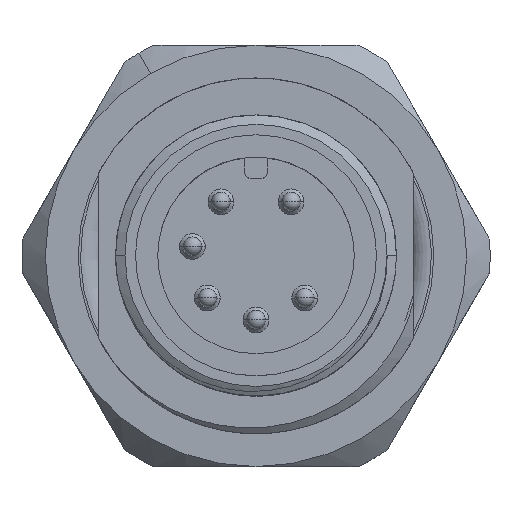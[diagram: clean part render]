
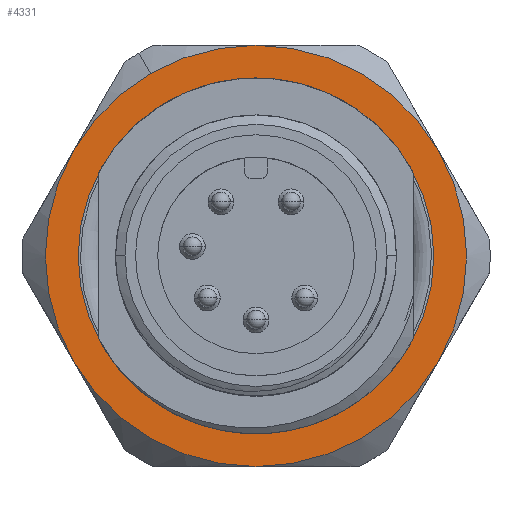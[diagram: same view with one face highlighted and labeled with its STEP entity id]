
A CAD part, top view. The second image highlights one B-rep face of the part: STEP entity #4331.
In plain terms, the highlighted face is planar.
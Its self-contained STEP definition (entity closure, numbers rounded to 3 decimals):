
#3393 = ORIENTED_EDGE ( 'NONE', *, *, #6416, .T. ) ;
#3394 = ORIENTED_EDGE ( 'NONE', *, *, #5882, .T. ) ;
#3401 = ORIENTED_EDGE ( 'NONE', *, *, #6413, .T. ) ;
#3403 = ORIENTED_EDGE ( 'NONE', *, *, #5894, .T. ) ;
#3409 = ORIENTED_EDGE ( 'NONE', *, *, #5880, .T. ) ;
#3410 = ORIENTED_EDGE ( 'NONE', *, *, #5878, .T. ) ;
#3489 = ORIENTED_EDGE ( 'NONE', *, *, #5888, .T. ) ;
#3491 = ORIENTED_EDGE ( 'NONE', *, *, #5886, .T. ) ;
#3495 = ORIENTED_EDGE ( 'NONE', *, *, #5891, .T. ) ;
#3568 = FACE_BOUND ( 'NONE', #8340, .T. ) ;
#3587 = FACE_OUTER_BOUND ( 'NONE', #8345, .T. ) ;
#4331 = ADVANCED_FACE ( 'NONE', ( #3587, #3568 ), #6879, .F. ) ;
#5684 = AXIS2_PLACEMENT_3D ( 'NONE', #11926, #11927, #11928 ) ;
#5685 = AXIS2_PLACEMENT_3D ( 'NONE', #11910, #11911, #11912 ) ;
#5686 = AXIS2_PLACEMENT_3D ( 'NONE', #11893, #11894, #11895 ) ;
#5687 = AXIS2_PLACEMENT_3D ( 'NONE', #11882, #11883, #11884 ) ;
#5688 = AXIS2_PLACEMENT_3D ( 'NONE', #11857, #11858, #11859 ) ;
#5700 = AXIS2_PLACEMENT_3D ( 'NONE', #11836, #11837, #11838 ) ;
#5702 = AXIS2_PLACEMENT_3D ( 'NONE', #11847, #11848, #11849 ) ;
#5774 = AXIS2_PLACEMENT_3D ( 'NONE', #6881, #6882, #6883 ) ;
#5878 = EDGE_CURVE ( 'NONE', #8454, #8474, #6528, .T. ) ;
#5880 = EDGE_CURVE ( 'NONE', #8474, #10034, #6530, .T. ) ;
#5882 = EDGE_CURVE ( 'NONE', #8469, #8392, #6534, .T. ) ;
#5886 = EDGE_CURVE ( 'NONE', #8392, #8458, #6526, .T. ) ;
#5888 = EDGE_CURVE ( 'NONE', #8458, #8389, #6532, .T. ) ;
#5891 = EDGE_CURVE ( 'NONE', #8389, #8454, #6524, .T. ) ;
#5894 = EDGE_CURVE ( 'NONE', #8472, #10115, #6525, .T. ) ;
#6413 = EDGE_CURVE ( 'NONE', #10115, #8472, #11549, .T. ) ;
#6416 = EDGE_CURVE ( 'NONE', #10034, #8469, #11551, .T. ) ;
#6524 = CIRCLE ( 'NONE', #5685, 9. ) ;
#6525 = CIRCLE ( 'NONE', #5684, 7.6 ) ;
#6526 = CIRCLE ( 'NONE', #5687, 9. ) ;
#6528 = CIRCLE ( 'NONE', #5700, 9. ) ;
#6530 = CIRCLE ( 'NONE', #5702, 9. ) ;
#6532 = CIRCLE ( 'NONE', #5686, 9. ) ;
#6534 = CIRCLE ( 'NONE', #5688, 9. ) ;
#6879 = PLANE ( 'NONE',  #5774 ) ;
#6881 = CARTESIAN_POINT ( 'NONE',  ( 0., 0., 0. ) ) ;
#6882 = DIRECTION ( 'NONE',  ( 0., 0., 1. ) ) ;
#6883 = DIRECTION ( 'NONE',  ( 1., 0., 0. ) ) ;
#8340 = EDGE_LOOP ( 'NONE', ( #3403, #3401 ) ) ;
#8345 = EDGE_LOOP ( 'NONE', ( #3491, #3489, #3495, #3410, #3409, #3393, #3394 ) ) ;
#8389 = VERTEX_POINT ( 'NONE', #10862 ) ;
#8392 = VERTEX_POINT ( 'NONE', #10877 ) ;
#8454 = VERTEX_POINT ( 'NONE', #10936 ) ;
#8458 = VERTEX_POINT ( 'NONE', #10940 ) ;
#8469 = VERTEX_POINT ( 'NONE', #10951 ) ;
#8472 = VERTEX_POINT ( 'NONE', #10954 ) ;
#8474 = VERTEX_POINT ( 'NONE', #10956 ) ;
#10034 = VERTEX_POINT ( 'NONE', #11022 ) ;
#10115 = VERTEX_POINT ( 'NONE', #11103 ) ;
#10770 = CARTESIAN_POINT ( 'NONE',  ( 0., 0., 0. ) ) ;
#10771 = DIRECTION ( 'NONE',  ( 0., 0., 1. ) ) ;
#10772 = DIRECTION ( 'NONE',  ( 1., 0., 0. ) ) ;
#10778 = CARTESIAN_POINT ( 'NONE',  ( 0., 0., 0. ) ) ;
#10779 = DIRECTION ( 'NONE',  ( 0., 0., -1. ) ) ;
#10780 = DIRECTION ( 'NONE',  ( 1., 0., 0. ) ) ;
#10862 = CARTESIAN_POINT ( 'NONE',  ( -7.794, 4.5, 0. ) ) ;
#10877 = CARTESIAN_POINT ( 'NONE',  ( 0., -9., 0. ) ) ;
#10936 = CARTESIAN_POINT ( 'NONE',  ( 0., 9., 0. ) ) ;
#10940 = CARTESIAN_POINT ( 'NONE',  ( -7.794, -4.5, 0. ) ) ;
#10951 = CARTESIAN_POINT ( 'NONE',  ( 7.794, -4.5, 0. ) ) ;
#10954 = CARTESIAN_POINT ( 'NONE',  ( 7.6, 0., 0. ) ) ;
#10956 = CARTESIAN_POINT ( 'NONE',  ( 7.794, 4.5, 0. ) ) ;
#11022 = CARTESIAN_POINT ( 'NONE',  ( 9., 0., 0. ) ) ;
#11103 = CARTESIAN_POINT ( 'NONE',  ( -7.6, 0., 0. ) ) ;
#11365 = AXIS2_PLACEMENT_3D ( 'NONE', #10778, #10779, #10780 ) ;
#11367 = AXIS2_PLACEMENT_3D ( 'NONE', #10770, #10771, #10772 ) ;
#11549 = CIRCLE ( 'NONE', #11367, 7.6 ) ;
#11551 = CIRCLE ( 'NONE', #11365, 9. ) ;
#11836 = CARTESIAN_POINT ( 'NONE',  ( 0., 0., 0. ) ) ;
#11837 = DIRECTION ( 'NONE',  ( 0., 0., -1. ) ) ;
#11838 = DIRECTION ( 'NONE',  ( 1., 0., 0. ) ) ;
#11847 = CARTESIAN_POINT ( 'NONE',  ( 0., 0., 0. ) ) ;
#11848 = DIRECTION ( 'NONE',  ( 0., 0., -1. ) ) ;
#11849 = DIRECTION ( 'NONE',  ( 1., 0., 0. ) ) ;
#11857 = CARTESIAN_POINT ( 'NONE',  ( 0., 0., 0. ) ) ;
#11858 = DIRECTION ( 'NONE',  ( 0., 0., -1. ) ) ;
#11859 = DIRECTION ( 'NONE',  ( 1., 0., 0. ) ) ;
#11882 = CARTESIAN_POINT ( 'NONE',  ( 0., 0., 0. ) ) ;
#11883 = DIRECTION ( 'NONE',  ( 0., 0., -1. ) ) ;
#11884 = DIRECTION ( 'NONE',  ( 1., 0., 0. ) ) ;
#11893 = CARTESIAN_POINT ( 'NONE',  ( 0., 0., 0. ) ) ;
#11894 = DIRECTION ( 'NONE',  ( 0., 0., -1. ) ) ;
#11895 = DIRECTION ( 'NONE',  ( 1., 0., 0. ) ) ;
#11910 = CARTESIAN_POINT ( 'NONE',  ( 0., 0., 0. ) ) ;
#11911 = DIRECTION ( 'NONE',  ( 0., 0., -1. ) ) ;
#11912 = DIRECTION ( 'NONE',  ( 1., 0., 0. ) ) ;
#11926 = CARTESIAN_POINT ( 'NONE',  ( 0., 0., 0. ) ) ;
#11927 = DIRECTION ( 'NONE',  ( 0., 0., 1. ) ) ;
#11928 = DIRECTION ( 'NONE',  ( 1., 0., 0. ) ) ;
